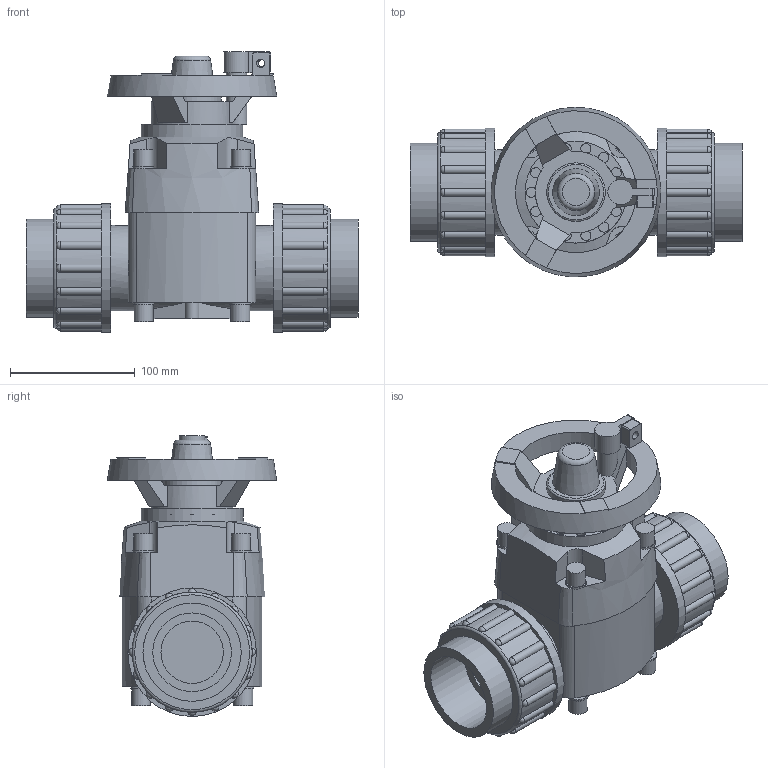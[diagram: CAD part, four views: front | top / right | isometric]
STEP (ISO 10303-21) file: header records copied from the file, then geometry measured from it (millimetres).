
FILE_DESCRIPTION((''),'2;1');
FILE_NAME('PV20001A063.stp','2022-02-17T13:48:32',('RL'),(''),'Autodesk Inventor 2012','Autodesk Inventor 2012','');
FILE_SCHEMA(('AUTOMOTIVE_DESIGN { 1 0 10303 214 1 1 1 1 }'));
Length unit declared in the file: millimetre
Products named in the file (1): PV20001A063
Bounding box: 266 x 135.81 x 225.14 mm (x, y, z)
Volume: 2351933.2 mm3; surface area: 243226.6 mm2
Topology: 1 solids, 4 shells, 324 faces, 853 edges, 560 vertices
Faces by surface type: plane 160, cylinder 118, sphere 32, cone 10, torus 4
Full cylindrical faces by diameter (mm): 5.667 x1, 6.476 x1, 6.75 x2, 8.16 x14, 15.111 x8, 16.32 x1, 16.622 x8, 46.92 x1, 50 x4, 63 x2, 68.51 x2, 78.73 x2, 78.75 x2, 81.6 x1, 83.43 x2, 96.133 x2, 103 x2, 106.857 x1, 126.286 x1
Entity records: 10608 total; most frequent: CARTESIAN_POINT 2483, DIRECTION 1697, ORIENTED_EDGE 1516, EDGE_CURVE 758, AXIS2_PLACEMENT_3D 709, VERTEX_POINT 530, EDGE_LOOP 420, CIRCLE 364
